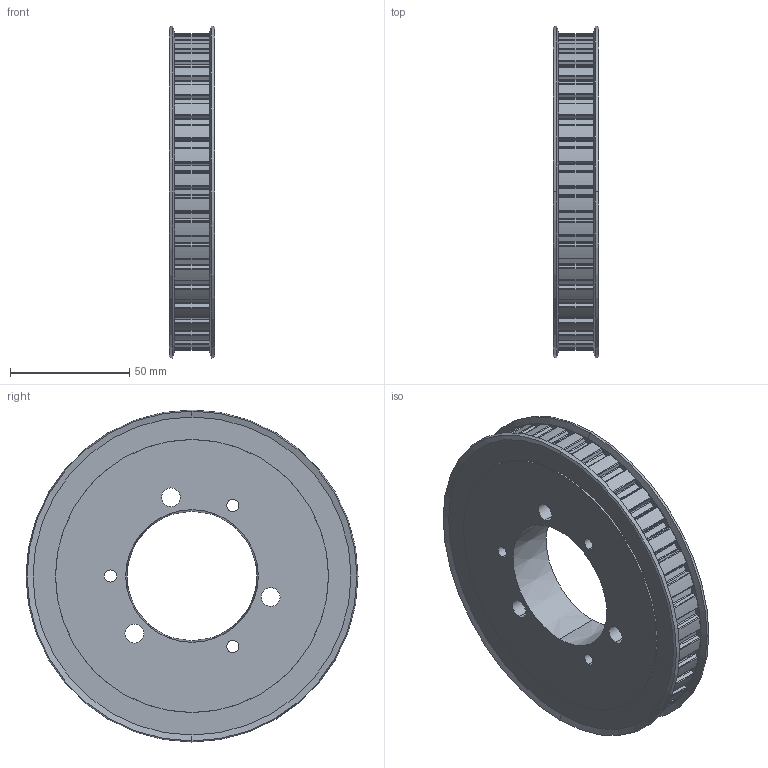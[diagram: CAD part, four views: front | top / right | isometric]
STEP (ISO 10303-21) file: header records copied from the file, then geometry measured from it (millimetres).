
FILE_DESCRIPTION (( 'STEP AP214' ), '1' );
FILE_NAME ('SQD44L050AF-SDS.step', '2019-07-30T21:07:26', ( '' ), ( '' ), 'SwSTEP 2.0', 'SolidWorks 2018', '' );
FILE_SCHEMA (( 'AUTOMOTIVE_DESIGN' ));
Length unit declared in the file: inch
Products named in the file (1): SQD44L050AF-SDS
Bounding box: 19.18 x 139.04 x 139.04 mm (x, y, z)
Volume: 208154.7 mm3; surface area: 69117.6 mm2
Topology: 4 solids, 4 shells, 401 faces, 1162 edges, 772 vertices
Faces by surface type: cylinder 256, plane 131, cone 14
Entity records: 13869 total; most frequent: DIRECTION 2498, CARTESIAN_POINT 2336, ORIENTED_EDGE 2324, EDGE_CURVE 1162, AXIS2_PLACEMENT_3D 934, VERTEX_POINT 772, LINE 630, VECTOR 630
